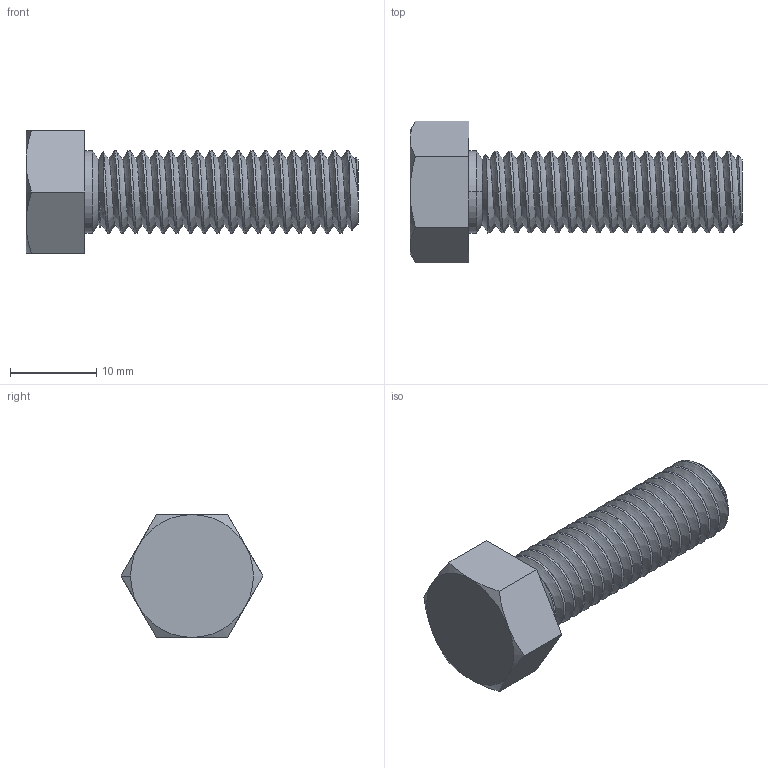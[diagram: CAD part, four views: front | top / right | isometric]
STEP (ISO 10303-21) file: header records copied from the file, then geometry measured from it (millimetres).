
FILE_DESCRIPTION (( 'STEP AP203' ), '1' );
FILE_NAME ('B0068OY9TU.3D.STEP', '2013-02-22T11:28:18', ( '' ), ( '' ), 'SwSTEP 2.0', 'SolidWorks 2010', '' );
FILE_SCHEMA (( 'CONFIG_CONTROL_DESIGN' ));
Length unit declared in the file: inch
Products named in the file (1): B0068OY9TU.3D
Bounding box: 38.56 x 16.48 x 14.27 mm (x, y, z)
Volume: 3109.3 mm3; surface area: 2046.2 mm2
Topology: 1 solids, 1 shells, 64 faces, 170 edges, 109 vertices
Faces by surface type: cylinder 39, cone 14, plane 9, bspline 2
Entity records: 6518 total; most frequent: CARTESIAN_POINT 5102, ORIENTED_EDGE 340, DIRECTION 223, EDGE_CURVE 170, VERTEX_POINT 109, AXIS2_PLACEMENT_3D 83, EDGE_LOOP 65, FACE_OUTER_BOUND 64
